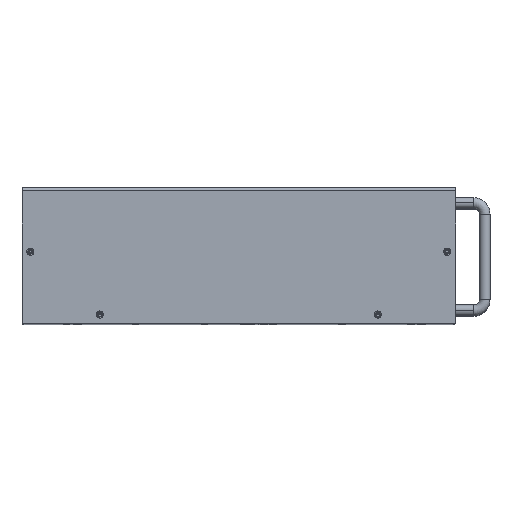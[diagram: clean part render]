
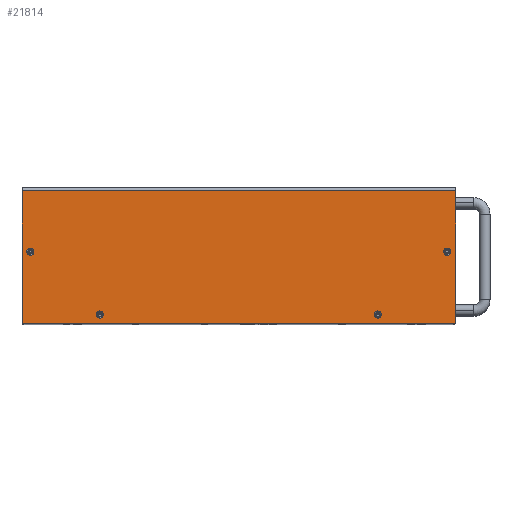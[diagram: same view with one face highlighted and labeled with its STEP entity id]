
A CAD part, top view. The second image highlights one B-rep face of the part: STEP entity #21814.
In plain terms, the highlighted face is planar.
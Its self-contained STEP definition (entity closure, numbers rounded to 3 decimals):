
#24 = CARTESIAN_POINT ( 'NONE',  ( -2., 65., 7.5 ) ) ;
#267 = DIRECTION ( 'NONE',  ( -1., 0., 0. ) ) ;
#533 = CIRCLE ( 'NONE', #22173, 3.25 ) ;
#587 = CARTESIAN_POINT ( 'NONE',  ( -2., 2., 388. ) ) ;
#815 = AXIS2_PLACEMENT_3D ( 'NONE', #3796, #9943, #27490 ) ;
#921 = EDGE_CURVE ( 'NONE', #12086, #13837, #27360, .T. ) ;
#1045 = ORIENTED_EDGE ( 'NONE', *, *, #26416, .T. ) ;
#1657 = AXIS2_PLACEMENT_3D ( 'NONE', #24, #21396, #8501 ) ;
#1833 = DIRECTION ( 'NONE',  ( -1., 0., 0. ) ) ;
#2514 = CARTESIAN_POINT ( 'NONE',  ( -2., 2., 390. ) ) ;
#2532 = VECTOR ( 'NONE', #23011, 1000. ) ;
#2677 = ORIENTED_EDGE ( 'NONE', *, *, #17863, .T. ) ;
#3242 = EDGE_CURVE ( 'NONE', #18113, #17788, #15267, .T. ) ;
#3747 = CARTESIAN_POINT ( 'NONE',  ( -2., 2., 0. ) ) ;
#3796 = CARTESIAN_POINT ( 'NONE',  ( -2., 0., 390. ) ) ;
#3835 = LINE ( 'NONE', #13172, #11241 ) ;
#4018 = LINE ( 'NONE', #5554, #26234 ) ;
#4250 = ORIENTED_EDGE ( 'NONE', *, *, #15162, .F. ) ;
#4322 = AXIS2_PLACEMENT_3D ( 'NONE', #15806, #26862, #13953 ) ;
#4503 = CARTESIAN_POINT ( 'NONE',  ( -2., 8.4, 323.25 ) ) ;
#4870 = VERTEX_POINT ( 'NONE', #14539 ) ;
#5194 = CARTESIAN_POINT ( 'NONE',  ( -2., 8.4, 320. ) ) ;
#5327 = DIRECTION ( 'NONE',  ( -1., 0., 0. ) ) ;
#5432 = ORIENTED_EDGE ( 'NONE', *, *, #19307, .F. ) ;
#5465 = FACE_OUTER_BOUND ( 'NONE', #22944, .T. ) ;
#5554 = CARTESIAN_POINT ( 'NONE',  ( -2., 0., 390. ) ) ;
#5629 = CIRCLE ( 'NONE', #26106, 3.25 ) ;
#6134 = DIRECTION ( 'NONE',  ( -1., 0., 0. ) ) ;
#6592 = DIRECTION ( 'NONE',  ( 0., 1., 0. ) ) ;
#6829 = CARTESIAN_POINT ( 'NONE',  ( -2., 65., 382.5 ) ) ;
#6902 = CARTESIAN_POINT ( 'NONE',  ( -2., 8.4, 70. ) ) ;
#7125 = ORIENTED_EDGE ( 'NONE', *, *, #13106, .F. ) ;
#7367 = VERTEX_POINT ( 'NONE', #25088 ) ;
#7547 = DIRECTION ( 'NONE',  ( 0., 1., 0. ) ) ;
#7704 = VERTEX_POINT ( 'NONE', #25734 ) ;
#7778 = AXIS2_PLACEMENT_3D ( 'NONE', #16734, #1833, #20757 ) ;
#7961 = CARTESIAN_POINT ( 'NONE',  ( -2., 119.8, 390. ) ) ;
#8136 = PLANE ( 'NONE',  #815 ) ;
#8501 = DIRECTION ( 'NONE',  ( 0., 0., 1. ) ) ;
#9457 = CIRCLE ( 'NONE', #1657, 3.25 ) ;
#9553 = EDGE_CURVE ( 'NONE', #14531, #19361, #17832, .T. ) ;
#9554 = VERTEX_POINT ( 'NONE', #17494 ) ;
#9826 = CARTESIAN_POINT ( 'NONE',  ( -2., 0., 390. ) ) ;
#9943 = DIRECTION ( 'NONE',  ( -1., 0., 0. ) ) ;
#9995 = ORIENTED_EDGE ( 'NONE', *, *, #26060, .T. ) ;
#10463 = CARTESIAN_POINT ( 'NONE',  ( -2., 8.4, 66.75 ) ) ;
#10775 = DIRECTION ( 'NONE',  ( -1., 0., 0. ) ) ;
#11019 = CARTESIAN_POINT ( 'NONE',  ( -2., 8.4, 320. ) ) ;
#11120 = VERTEX_POINT ( 'NONE', #10463 ) ;
#11241 = VECTOR ( 'NONE', #6592, 1000. ) ;
#11331 = CARTESIAN_POINT ( 'NONE',  ( -2., 65., 385.75 ) ) ;
#11418 = EDGE_CURVE ( 'NONE', #7367, #13837, #27260, .T. ) ;
#11872 = ORIENTED_EDGE ( 'NONE', *, *, #25075, .F. ) ;
#12086 = VERTEX_POINT ( 'NONE', #3747 ) ;
#13106 = EDGE_CURVE ( 'NONE', #17788, #18113, #5629, .T. ) ;
#13172 = CARTESIAN_POINT ( 'NONE',  ( -2., 0., 0. ) ) ;
#13225 = FACE_BOUND ( 'NONE', #15320, .T. ) ;
#13269 = ORIENTED_EDGE ( 'NONE', *, *, #9553, .F. ) ;
#13398 = DIRECTION ( 'NONE',  ( -1., 0., 0. ) ) ;
#13470 = CARTESIAN_POINT ( 'NONE',  ( -2., 65., 379.25 ) ) ;
#13837 = VERTEX_POINT ( 'NONE', #19159 ) ;
#13896 = VERTEX_POINT ( 'NONE', #2514 ) ;
#13953 = DIRECTION ( 'NONE',  ( 0., 0., 1. ) ) ;
#14057 = AXIS2_PLACEMENT_3D ( 'NONE', #27090, #5327, #20401 ) ;
#14531 = VERTEX_POINT ( 'NONE', #13470 ) ;
#14539 = CARTESIAN_POINT ( 'NONE',  ( -2., 65., 4.25 ) ) ;
#15045 = CARTESIAN_POINT ( 'NONE',  ( -2., 119.8, 0. ) ) ;
#15162 = EDGE_CURVE ( 'NONE', #12086, #20228, #3835, .T. ) ;
#15267 = CIRCLE ( 'NONE', #24946, 3.25 ) ;
#15274 = AXIS2_PLACEMENT_3D ( 'NONE', #587, #26656, #24192 ) ;
#15320 = EDGE_LOOP ( 'NONE', ( #24328, #7125 ) ) ;
#15526 = FACE_BOUND ( 'NONE', #15887, .T. ) ;
#15806 = CARTESIAN_POINT ( 'NONE',  ( -2., 65., 382.5 ) ) ;
#15887 = EDGE_LOOP ( 'NONE', ( #11872, #5432 ) ) ;
#16303 = LINE ( 'NONE', #7961, #2532 ) ;
#16431 = CARTESIAN_POINT ( 'NONE',  ( -2., 8.4, 316.75 ) ) ;
#16435 = CARTESIAN_POINT ( 'NONE',  ( -2., 65., 10.75 ) ) ;
#16562 = FACE_BOUND ( 'NONE', #25011, .T. ) ;
#16689 = CIRCLE ( 'NONE', #25832, 3.25 ) ;
#16734 = CARTESIAN_POINT ( 'NONE',  ( -2., 2., 2. ) ) ;
#16739 = VERTEX_POINT ( 'NONE', #16435 ) ;
#17395 = EDGE_CURVE ( 'NONE', #4870, #16739, #9457, .T. ) ;
#17494 = CARTESIAN_POINT ( 'NONE',  ( -2., 8.4, 73.25 ) ) ;
#17788 = VERTEX_POINT ( 'NONE', #16431 ) ;
#17832 = CIRCLE ( 'NONE', #25605, 3.25 ) ;
#17863 = EDGE_CURVE ( 'NONE', #13896, #7704, #4018, .T. ) ;
#18113 = VERTEX_POINT ( 'NONE', #4503 ) ;
#18683 = EDGE_LOOP ( 'NONE', ( #22026, #20455 ) ) ;
#18938 = FACE_BOUND ( 'NONE', #18683, .T. ) ;
#19159 = CARTESIAN_POINT ( 'NONE',  ( -2., 0., 2. ) ) ;
#19307 = EDGE_CURVE ( 'NONE', #11120, #9554, #16689, .T. ) ;
#19361 = VERTEX_POINT ( 'NONE', #11331 ) ;
#19920 = DIRECTION ( 'NONE',  ( 0., 0., 1. ) ) ;
#20228 = VERTEX_POINT ( 'NONE', #15045 ) ;
#20401 = DIRECTION ( 'NONE',  ( 0., 0., 1. ) ) ;
#20455 = ORIENTED_EDGE ( 'NONE', *, *, #17395, .F. ) ;
#20703 = ORIENTED_EDGE ( 'NONE', *, *, #921, .T. ) ;
#20757 = DIRECTION ( 'NONE',  ( 0., 0., 1. ) ) ;
#20876 = VECTOR ( 'NONE', #24860, 1000. ) ;
#21288 = DIRECTION ( 'NONE',  ( 0., 0., 1. ) ) ;
#21396 = DIRECTION ( 'NONE',  ( -1., 0., 0. ) ) ;
#21814 = ADVANCED_FACE ( 'NONE', ( #16562, #13225, #18938, #15526, #5465 ), #8136, .T. ) ;
#21872 = DIRECTION ( 'NONE',  ( 0., 0., 1. ) ) ;
#22026 = ORIENTED_EDGE ( 'NONE', *, *, #27186, .F. ) ;
#22173 = AXIS2_PLACEMENT_3D ( 'NONE', #27855, #6134, #21288 ) ;
#22327 = DIRECTION ( 'NONE',  ( 0., 0., 1. ) ) ;
#22944 = EDGE_LOOP ( 'NONE', ( #25563, #1045, #2677, #9995, #4250, #20703 ) ) ;
#23011 = DIRECTION ( 'NONE',  ( 0., 0., -1. ) ) ;
#24192 = DIRECTION ( 'NONE',  ( 0., 0., 1. ) ) ;
#24328 = ORIENTED_EDGE ( 'NONE', *, *, #3242, .F. ) ;
#24564 = DIRECTION ( 'NONE',  ( -1., 0., 0. ) ) ;
#24860 = DIRECTION ( 'NONE',  ( 0., 0., -1. ) ) ;
#24946 = AXIS2_PLACEMENT_3D ( 'NONE', #11019, #267, #19920 ) ;
#25011 = EDGE_LOOP ( 'NONE', ( #27781, #13269 ) ) ;
#25075 = EDGE_CURVE ( 'NONE', #9554, #11120, #533, .T. ) ;
#25088 = CARTESIAN_POINT ( 'NONE',  ( -2., 0., 388. ) ) ;
#25563 = ORIENTED_EDGE ( 'NONE', *, *, #11418, .F. ) ;
#25605 = AXIS2_PLACEMENT_3D ( 'NONE', #6829, #13398, #21872 ) ;
#25688 = CIRCLE ( 'NONE', #14057, 3.25 ) ;
#25734 = CARTESIAN_POINT ( 'NONE',  ( -2., 119.8, 390. ) ) ;
#25806 = DIRECTION ( 'NONE',  ( 0., 0., 1. ) ) ;
#25832 = AXIS2_PLACEMENT_3D ( 'NONE', #6902, #10775, #25806 ) ;
#26060 = EDGE_CURVE ( 'NONE', #7704, #20228, #16303, .T. ) ;
#26106 = AXIS2_PLACEMENT_3D ( 'NONE', #5194, #24564, #22327 ) ;
#26234 = VECTOR ( 'NONE', #7547, 1000. ) ;
#26335 = CIRCLE ( 'NONE', #4322, 3.25 ) ;
#26416 = EDGE_CURVE ( 'NONE', #7367, #13896, #26757, .T. ) ;
#26656 = DIRECTION ( 'NONE',  ( -1., 0., 0. ) ) ;
#26757 = CIRCLE ( 'NONE', #15274, 2. ) ;
#26862 = DIRECTION ( 'NONE',  ( -1., 0., 0. ) ) ;
#27090 = CARTESIAN_POINT ( 'NONE',  ( -2., 65., 7.5 ) ) ;
#27186 = EDGE_CURVE ( 'NONE', #16739, #4870, #25688, .T. ) ;
#27260 = LINE ( 'NONE', #9826, #20876 ) ;
#27360 = CIRCLE ( 'NONE', #7778, 2. ) ;
#27490 = DIRECTION ( 'NONE',  ( 0., 0., 1. ) ) ;
#27661 = EDGE_CURVE ( 'NONE', #19361, #14531, #26335, .T. ) ;
#27781 = ORIENTED_EDGE ( 'NONE', *, *, #27661, .F. ) ;
#27855 = CARTESIAN_POINT ( 'NONE',  ( -2., 8.4, 70. ) ) ;
